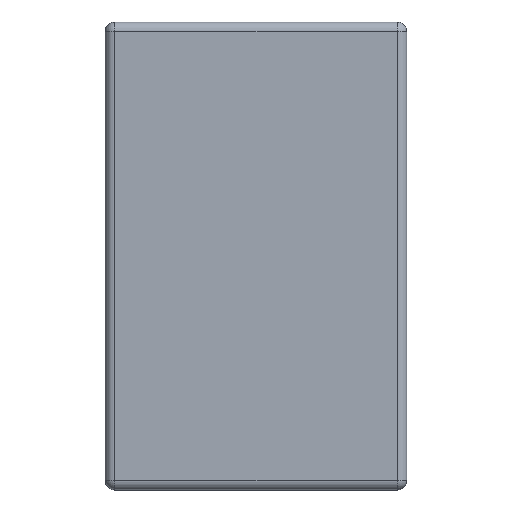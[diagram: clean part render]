
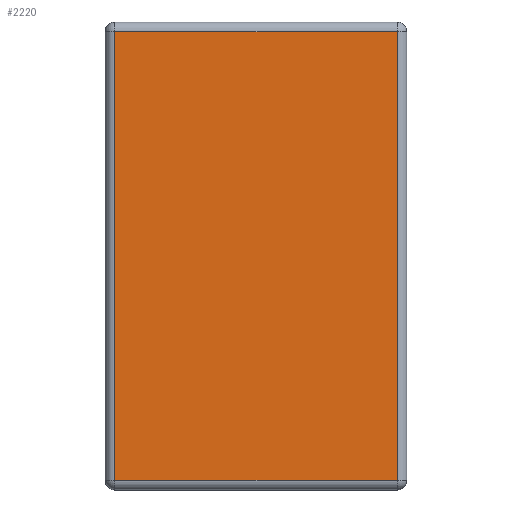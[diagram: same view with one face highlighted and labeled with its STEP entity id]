
A CAD part, left-side view. The second image highlights one B-rep face of the part: STEP entity #2220.
In plain terms, the highlighted planar face has unit normal (-1, 0, 0).
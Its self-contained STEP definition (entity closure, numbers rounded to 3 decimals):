
#402 = FACE_OUTER_BOUND ( 'NONE', #3129, .T. ) ;
#579 = VECTOR ( 'NONE', #3311, 1000. ) ;
#619 = ORIENTED_EDGE ( 'NONE', *, *, #1647, .T. ) ;
#632 = VECTOR ( 'NONE', #1960, 1000. ) ;
#816 = LINE ( 'NONE', #1896, #1086 ) ;
#908 = CARTESIAN_POINT ( 'NONE',  ( 0., 0.968, -0.032 ) ) ;
#1086 = VECTOR ( 'NONE', #4447, 1000. ) ;
#1116 = DIRECTION ( 'NONE',  ( -1., 0., 0. ) ) ;
#1134 = PLANE ( 'NONE',  #4560 ) ;
#1193 = VERTEX_POINT ( 'NONE', #3438 ) ;
#1301 = CARTESIAN_POINT ( 'NONE',  ( 0., 0.032, 0. ) ) ;
#1363 = EDGE_CURVE ( 'NONE', #2051, #3178, #2584, .T. ) ;
#1485 = DIRECTION ( 'NONE',  ( 0., 0., 1. ) ) ;
#1647 = EDGE_CURVE ( 'NONE', #3178, #1193, #816, .T. ) ;
#1705 = ORIENTED_EDGE ( 'NONE', *, *, #3599, .T. ) ;
#1724 = DIRECTION ( 'NONE',  ( 0., -1., 0. ) ) ;
#1896 = CARTESIAN_POINT ( 'NONE',  ( 0., 0.968, -1.55 ) ) ;
#1960 = DIRECTION ( 'NONE',  ( 0., 0., 1. ) ) ;
#2051 = VERTEX_POINT ( 'NONE', #2265 ) ;
#2220 = ADVANCED_FACE ( 'NONE', ( #402 ), #1134, .T. ) ;
#2265 = CARTESIAN_POINT ( 'NONE',  ( 0., 0.032, -0.032 ) ) ;
#2397 = EDGE_CURVE ( 'NONE', #1193, #3067, #4492, .T. ) ;
#2584 = LINE ( 'NONE', #3697, #579 ) ;
#2895 = CARTESIAN_POINT ( 'NONE',  ( 0., 0., 0. ) ) ;
#3067 = VERTEX_POINT ( 'NONE', #3665 ) ;
#3070 = LINE ( 'NONE', #1301, #632 ) ;
#3129 = EDGE_LOOP ( 'NONE', ( #3748, #1705, #4339, #619 ) ) ;
#3178 = VERTEX_POINT ( 'NONE', #908 ) ;
#3311 = DIRECTION ( 'NONE',  ( 0., 1., 0. ) ) ;
#3438 = CARTESIAN_POINT ( 'NONE',  ( 0., 0.968, -1.518 ) ) ;
#3599 = EDGE_CURVE ( 'NONE', #3067, #2051, #3070, .T. ) ;
#3665 = CARTESIAN_POINT ( 'NONE',  ( 0., 0.032, -1.518 ) ) ;
#3697 = CARTESIAN_POINT ( 'NONE',  ( 0., 1., -0.032 ) ) ;
#3748 = ORIENTED_EDGE ( 'NONE', *, *, #2397, .T. ) ;
#3869 = CARTESIAN_POINT ( 'NONE',  ( 0., 0., -1.518 ) ) ;
#3940 = VECTOR ( 'NONE', #1724, 1000. ) ;
#4339 = ORIENTED_EDGE ( 'NONE', *, *, #1363, .T. ) ;
#4447 = DIRECTION ( 'NONE',  ( 0., 0., -1. ) ) ;
#4492 = LINE ( 'NONE', #3869, #3940 ) ;
#4560 = AXIS2_PLACEMENT_3D ( 'NONE', #2895, #1116, #1485 ) ;
